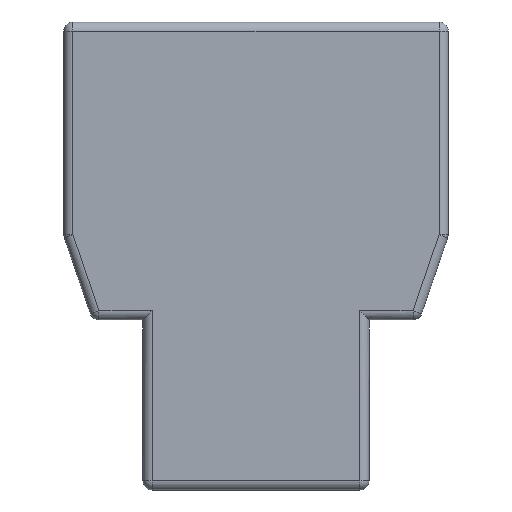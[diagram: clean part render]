
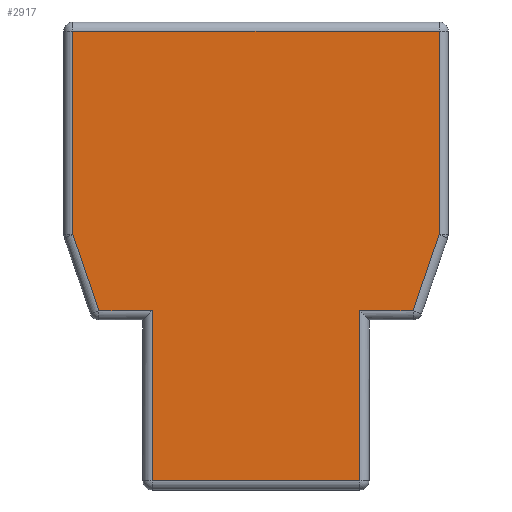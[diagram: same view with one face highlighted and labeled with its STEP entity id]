
A CAD part, front view. The second image highlights one B-rep face of the part: STEP entity #2917.
In plain terms, the highlighted planar face has unit normal (0, -1, 0).
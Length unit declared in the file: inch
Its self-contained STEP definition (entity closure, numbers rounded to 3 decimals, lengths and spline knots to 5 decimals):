
#505 = DIRECTION ( 'NONE',  ( 0., 0., -1. ) ) ;
#506 = VECTOR ( 'NONE', #505, 39.37008 ) ;
#507 = CARTESIAN_POINT ( 'NONE',  ( -0.504, -0.415, 0.41 ) ) ;
#508 = LINE ( 'NONE', #507, #506 ) ;
#509 = DIRECTION ( 'NONE',  ( 0., 1., 0. ) ) ;
#510 = CARTESIAN_POINT ( 'NONE',  ( -0.529, -0.415, 0.41 ) ) ;
#511 = AXIS2_PLACEMENT_3D ( 'NONE', #510, #509, #560 ) ;
#512 = PLANE ( 'NONE',  #511 ) ;
#514 = FACE_OUTER_BOUND ( 'NONE', #3015, .T. ) ;
#552 = CARTESIAN_POINT ( 'NONE',  ( -0.286, -0.415, -0.385 ) ) ;
#553 = DIRECTION ( 'NONE',  ( 1., 0., 0. ) ) ;
#554 = VECTOR ( 'NONE', #553, 39.37008 ) ;
#555 = CARTESIAN_POINT ( 'NONE',  ( -0.529, -0.415, -0.385 ) ) ;
#556 = LINE ( 'NONE', #555, #554 ) ;
#560 = DIRECTION ( 'NONE',  ( 0., 0., 1. ) ) ;
#575 = CARTESIAN_POINT ( 'NONE',  ( 0.504, -0.415, 0.385 ) ) ;
#594 = DIRECTION ( 'NONE',  ( 1., 0., 0. ) ) ;
#595 = VECTOR ( 'NONE', #594, 39.37008 ) ;
#596 = CARTESIAN_POINT ( 'NONE',  ( 0.311, -0.415, -0.853 ) ) ;
#597 = LINE ( 'NONE', #596, #595 ) ;
#602 = CARTESIAN_POINT ( 'NONE',  ( 0.286, -0.415, -0.385 ) ) ;
#603 = DIRECTION ( 'NONE',  ( 0.325, 0., -0.946 ) ) ;
#604 = VECTOR ( 'NONE', #603, 39.37008 ) ;
#605 = CARTESIAN_POINT ( 'NONE',  ( -0.42636, -0.415, -0.40188 ) ) ;
#606 = LINE ( 'NONE', #605, #604 ) ;
#611 = VECTOR ( 'NONE', #638, 39.37008 ) ;
#612 = DIRECTION ( 'NONE',  ( 0., 0., 1. ) ) ;
#613 = VECTOR ( 'NONE', #612, 39.37008 ) ;
#614 = CARTESIAN_POINT ( 'NONE',  ( 0.504, -0.415, 0.41 ) ) ;
#615 = DIRECTION ( 'NONE',  ( 0., 0., 1. ) ) ;
#616 = VECTOR ( 'NONE', #615, 39.37008 ) ;
#617 = CARTESIAN_POINT ( 'NONE',  ( 0.286, -0.415, 0.41 ) ) ;
#618 = LINE ( 'NONE', #617, #616 ) ;
#620 = CARTESIAN_POINT ( 'NONE',  ( -0.529, -0.415, 0.385 ) ) ;
#621 = LINE ( 'NONE', #620, #645 ) ;
#622 = CARTESIAN_POINT ( 'NONE',  ( -0.286, -0.415, 0.41 ) ) ;
#623 = LINE ( 'NONE', #622, #611 ) ;
#624 = CARTESIAN_POINT ( 'NONE',  ( 0.43215, -0.415, -0.385 ) ) ;
#629 = CARTESIAN_POINT ( 'NONE',  ( -0.504, -0.415, 0.385 ) ) ;
#630 = CARTESIAN_POINT ( 'NONE',  ( -0.504, -0.415, -0.17583 ) ) ;
#632 = CARTESIAN_POINT ( 'NONE',  ( -0.43215, -0.415, -0.385 ) ) ;
#633 = CARTESIAN_POINT ( 'NONE',  ( 0.286, -0.415, -0.853 ) ) ;
#638 = DIRECTION ( 'NONE',  ( 0., 0., -1. ) ) ;
#639 = LINE ( 'NONE', #614, #613 ) ;
#640 = DIRECTION ( 'NONE',  ( 1., 0., 0. ) ) ;
#641 = VECTOR ( 'NONE', #640, 39.37008 ) ;
#642 = CARTESIAN_POINT ( 'NONE',  ( -0.529, -0.415, -0.385 ) ) ;
#643 = LINE ( 'NONE', #642, #641 ) ;
#644 = DIRECTION ( 'NONE',  ( -1., 0., 0. ) ) ;
#645 = VECTOR ( 'NONE', #644, 39.37008 ) ;
#677 = CARTESIAN_POINT ( 'NONE',  ( -0.286, -0.415, -0.853 ) ) ;
#2639 = ORIENTED_EDGE ( 'NONE', *, *, #2937, .T. ) ;
#2696 = EDGE_CURVE ( 'NONE', #2955, #2703, #3479, .T. ) ;
#2703 = VERTEX_POINT ( 'NONE', #3500 ) ;
#2917 = ADVANCED_FACE ( 'NONE', ( #514 ), #512, .F. ) ;
#2931 = VERTEX_POINT ( 'NONE', #575 ) ;
#2932 = ORIENTED_EDGE ( 'NONE', *, *, #2961, .T. ) ;
#2933 = ORIENTED_EDGE ( 'NONE', *, *, #2960, .T. ) ;
#2934 = EDGE_CURVE ( 'NONE', #2976, #2935, #556, .T. ) ;
#2935 = VERTEX_POINT ( 'NONE', #552 ) ;
#2936 = ORIENTED_EDGE ( 'NONE', *, *, #2956, .T. ) ;
#2937 = EDGE_CURVE ( 'NONE', #2979, #2978, #508, .T. ) ;
#2938 = ORIENTED_EDGE ( 'NONE', *, *, #2934, .T. ) ;
#2955 = VERTEX_POINT ( 'NONE', #624 ) ;
#2956 = EDGE_CURVE ( 'NONE', #2935, #2958, #623, .T. ) ;
#2958 = VERTEX_POINT ( 'NONE', #677 ) ;
#2959 = ORIENTED_EDGE ( 'NONE', *, *, #2964, .T. ) ;
#2960 = EDGE_CURVE ( 'NONE', #2931, #2979, #621, .T. ) ;
#2961 = EDGE_CURVE ( 'NONE', #2703, #2931, #639, .T. ) ;
#2963 = EDGE_CURVE ( 'NONE', #2965, #2955, #643, .T. ) ;
#2964 = EDGE_CURVE ( 'NONE', #2978, #2976, #606, .T. ) ;
#2965 = VERTEX_POINT ( 'NONE', #602 ) ;
#2967 = EDGE_CURVE ( 'NONE', #2974, #2965, #618, .T. ) ;
#2968 = ORIENTED_EDGE ( 'NONE', *, *, #2963, .T. ) ;
#2970 = EDGE_CURVE ( 'NONE', #2958, #2974, #597, .T. ) ;
#2971 = ORIENTED_EDGE ( 'NONE', *, *, #2967, .T. ) ;
#2972 = ORIENTED_EDGE ( 'NONE', *, *, #2970, .T. ) ;
#2974 = VERTEX_POINT ( 'NONE', #633 ) ;
#2976 = VERTEX_POINT ( 'NONE', #632 ) ;
#2978 = VERTEX_POINT ( 'NONE', #630 ) ;
#2979 = VERTEX_POINT ( 'NONE', #629 ) ;
#3015 = EDGE_LOOP ( 'NONE', ( #3056, #2932, #2933, #2639, #2959, #2938, #2936, #2972, #2971, #2968 ) ) ;
#3056 = ORIENTED_EDGE ( 'NONE', *, *, #2696, .T. ) ;
#3476 = DIRECTION ( 'NONE',  ( 0.325, 0., 0.946 ) ) ;
#3477 = VECTOR ( 'NONE', #3476, 39.37008 ) ;
#3478 = CARTESIAN_POINT ( 'NONE',  ( 0.57497, -0.415, 0.03081 ) ) ;
#3479 = LINE ( 'NONE', #3478, #3477 ) ;
#3500 = CARTESIAN_POINT ( 'NONE',  ( 0.504, -0.415, -0.17583 ) ) ;
